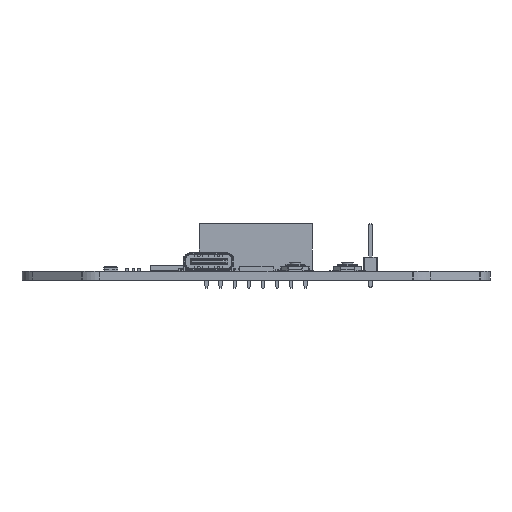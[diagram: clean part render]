
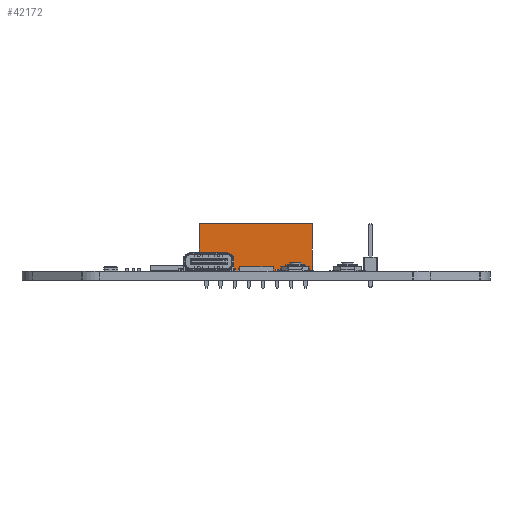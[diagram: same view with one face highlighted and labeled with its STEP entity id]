
A CAD part, front view. The second image highlights one B-rep face of the part: STEP entity #42172.
In plain terms, the highlighted face is planar.
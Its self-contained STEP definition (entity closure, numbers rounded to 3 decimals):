
#40349 = VERTEX_POINT('',#40350);
#40350 = CARTESIAN_POINT('',(-3.81,-19.05,0.));
#40358 = EDGE_CURVE('',#40349,#40359,#40361,.T.);
#40359 = VERTEX_POINT('',#40360);
#40360 = CARTESIAN_POINT('',(-3.81,-19.05,8.5));
#40361 = LINE('',#40362,#40363);
#40362 = CARTESIAN_POINT('',(-3.81,-19.05,0.));
#40363 = VECTOR('',#40364,1.);
#40364 = DIRECTION('',(0.,0.,1.));
#40421 = VERTEX_POINT('',#40422);
#40422 = CARTESIAN_POINT('',(-3.81,1.27,8.5));
#40428 = EDGE_CURVE('',#40429,#40421,#40431,.T.);
#40429 = VERTEX_POINT('',#40430);
#40430 = CARTESIAN_POINT('',(-3.81,1.27,0.));
#40431 = LINE('',#40432,#40433);
#40432 = CARTESIAN_POINT('',(-3.81,1.27,0.));
#40433 = VECTOR('',#40434,1.);
#40434 = DIRECTION('',(0.,0.,1.));
#40493 = EDGE_CURVE('',#40421,#40359,#40494,.T.);
#40494 = LINE('',#40495,#40496);
#40495 = CARTESIAN_POINT('',(-3.81,1.27,8.5));
#40496 = VECTOR('',#40497,1.);
#40497 = DIRECTION('',(0.,-1.,0.));
#41060 = EDGE_CURVE('',#40429,#40349,#41061,.T.);
#41061 = LINE('',#41062,#41063);
#41062 = CARTESIAN_POINT('',(-3.81,1.27,0.));
#41063 = VECTOR('',#41064,1.);
#41064 = DIRECTION('',(0.,-1.,0.));
#42172 = ADVANCED_FACE('',(#42173),#42179,.F.);
#42173 = FACE_BOUND('',#42174,.F.);
#42174 = EDGE_LOOP('',(#42175,#42176,#42177,#42178));
#42175 = ORIENTED_EDGE('',*,*,#40428,.T.);
#42176 = ORIENTED_EDGE('',*,*,#40493,.T.);
#42177 = ORIENTED_EDGE('',*,*,#40358,.F.);
#42178 = ORIENTED_EDGE('',*,*,#41060,.F.);
#42179 = PLANE('',#42180);
#42180 = AXIS2_PLACEMENT_3D('',#42181,#42182,#42183);
#42181 = CARTESIAN_POINT('',(-3.81,1.27,0.));
#42182 = DIRECTION('',(1.,0.,0.));
#42183 = DIRECTION('',(0.,-1.,0.));
